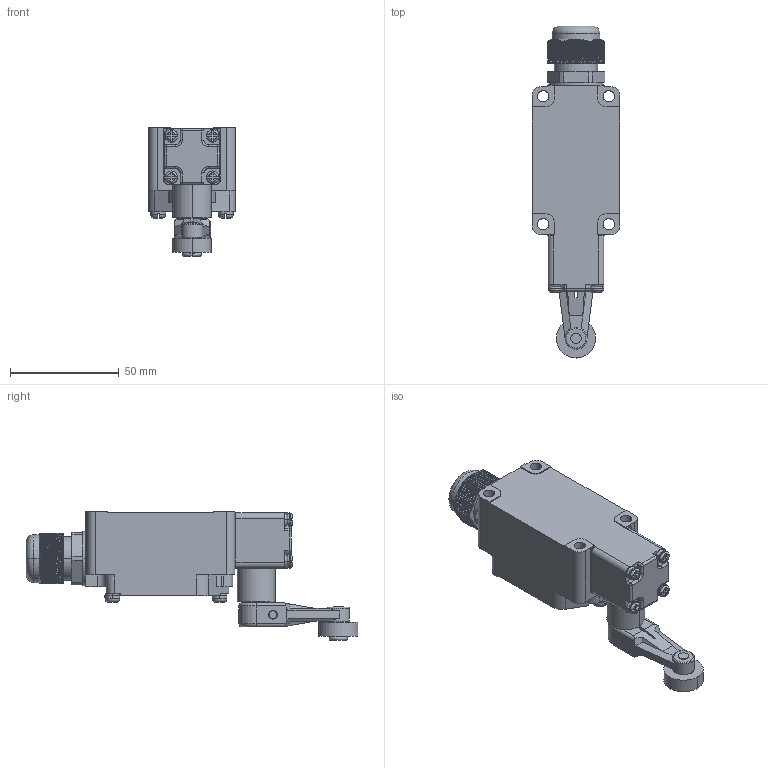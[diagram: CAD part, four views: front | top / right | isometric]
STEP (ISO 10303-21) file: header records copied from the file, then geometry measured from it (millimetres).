
FILE_DESCRIPTION((''),'2;1');
FILE_NAME('ASM0001_ASM','2024-11-22T',('Administrator'),('zyb.com'),'PRO/ENGINEER BY PARAMETRIC TECHNOLOGY CORPORATION, 2010280','PRO/ENGINEER BY PARAMETRIC TECHNOLOGY CORPORATION, 2010280','');
FILE_SCHEMA(('CONFIG_CONTROL_DESIGN'));
Length unit declared in the file: millimetre
Products named in the file (3): Y20241122001; LA167-Z5-104; ASM0001_ASM
Assembly tree (2 placements, depth 2):
  ASM0001_ASM
    Y20241122001
    LA167-Z5-104
Bounding box: 40 x 152.3 x 59 mm (x, y, z)
Volume: 126094.8 mm3; surface area: 29528.7 mm2
Topology: 3 solids, 3 shells, 781 faces, 2132 edges, 1388 vertices
Faces by surface type: plane 466, cylinder 243, torus 58, sphere 8, cone 6
Entity records: 25454 total; most frequent: CARTESIAN_POINT 5776, ORIENTED_EDGE 4264, DIRECTION 3924, EDGE_CURVE 2132, VERTEX_POINT 1388, AXIS2_PLACEMENT_3D 1374, VECTOR 1176, LINE 1176
